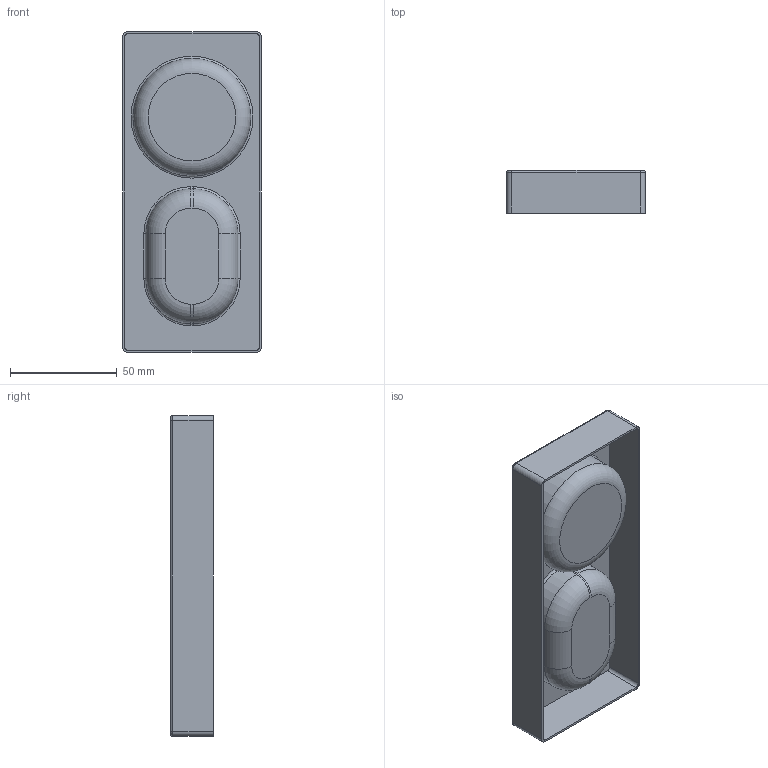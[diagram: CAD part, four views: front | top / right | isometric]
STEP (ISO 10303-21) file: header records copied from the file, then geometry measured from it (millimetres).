
FILE_DESCRIPTION(/* description */ (''),/* implementation_level */ '2;1');
FILE_NAME(/* name */ 'Earbuds Holder - LG Tone + Xiaomi MiTue Wireless v2.step',/* time_stamp */ '2024-01-10T01:05:18-06:00',/* author */ (''),/* organization */ (''),/* preprocessor_version */ 'ST-DEVELOPER v20',/* originating_system */ 'Autodesk Translation Framework v12.14.0.127',/* authorisation */ '');
FILE_SCHEMA (('AUTOMOTIVE_DESIGN { 1 0 10303 214 3 1 1 }'));
Length unit declared in the file: millimetre
Products named in the file (1): Earbuds Holder - LG Tone + Xiaomi MiTue Wireless
Bounding box: 65 x 20 x 150 mm (x, y, z)
Volume: 22815.8 mm3; surface area: 46056.3 mm2
Topology: 1 solids, 1 shells, 85 faces, 194 edges, 116 vertices
Faces by surface type: cylinder 38, torus 24, plane 23
Full cylindrical faces by diameter (mm): 53 x1, 55 x1
Entity records: 2436 total; most frequent: DIRECTION 474, CARTESIAN_POINT 396, ORIENTED_EDGE 388, EDGE_CURVE 194, AXIS2_PLACEMENT_3D 194, VERTEX_POINT 116, CIRCLE 108, EDGE_LOOP 90
